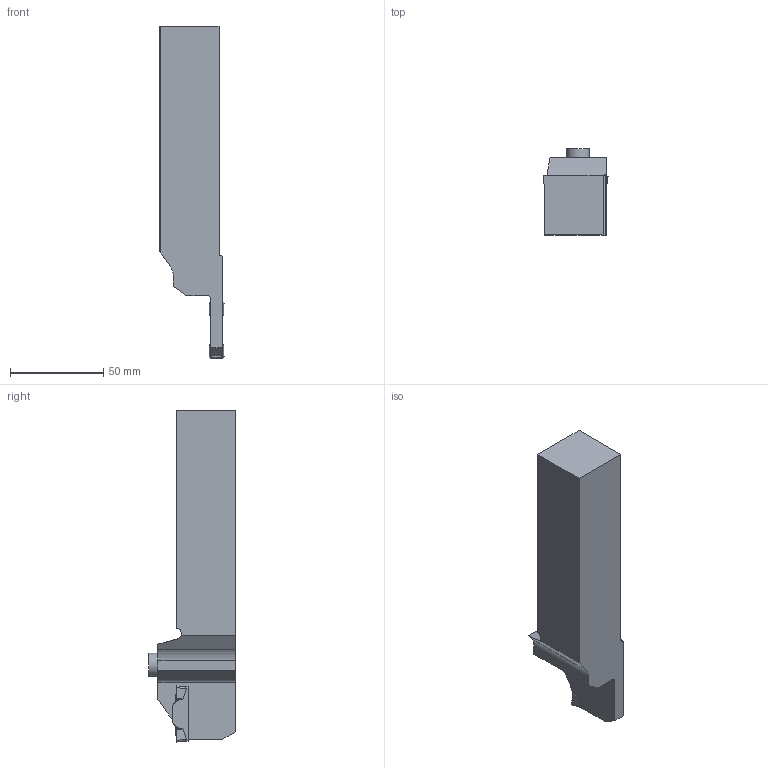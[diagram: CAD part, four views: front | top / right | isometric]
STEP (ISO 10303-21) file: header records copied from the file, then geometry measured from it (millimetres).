
FILE_DESCRIPTION(/* description */ (''),/* implementation_level */ '2;1');
FILE_NAME(/* name */ 'toolassembly_1.stp',/* time_stamp */ '2019-12-23T12:13:03+01:00',/* author */ (''),/* organization */ ('SMS'),/* preprocessor_version */ 'ST-DEVELOPER v16.7',/* originating_system */ 'SIEMENS PLM Software NX 12.0',/* authorisation */ '');
FILE_SCHEMA (('AUTOMOTIVE_DESIGN { 1 0 10303 214 3 1 1 1 }'));
Length unit declared in the file: millimetre
Products named in the file (4): ASSEMBLY_CONSTRUCTION; CUT_20191223121236; NOCUT_20191223121207; TOOLASSEMBLY_1
Assembly tree (3 placements, depth 2):
  TOOLASSEMBLY_1
    NOCUT_20191223121207
    CUT_20191223121236
    ASSEMBLY_CONSTRUCTION
Bounding box: 34.31 x 46.45 x 177.8 mm (x, y, z)
Volume: 153154.7 mm3; surface area: 24652.3 mm2
Topology: 2 solids, 2 shells, 102 faces, 296 edges, 205 vertices
Faces by surface type: plane 59, extrusion 20, cylinder 18, bspline 4, cone 1
Full cylindrical faces by diameter (mm): 8.8 x1, 12.3 x1
Entity records: 4573 total; most frequent: CARTESIAN_POINT 1867, ORIENTED_EDGE 582, DIRECTION 433, EDGE_CURVE 291, VECTOR 217, VERTEX_POINT 198, LINE 197, AXIS2_PLACEMENT_3D 108
